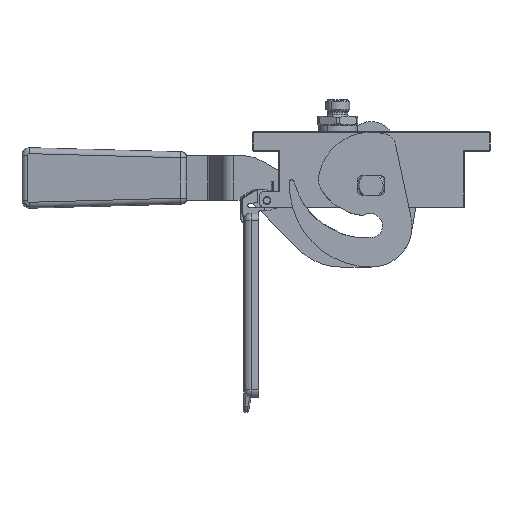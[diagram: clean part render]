
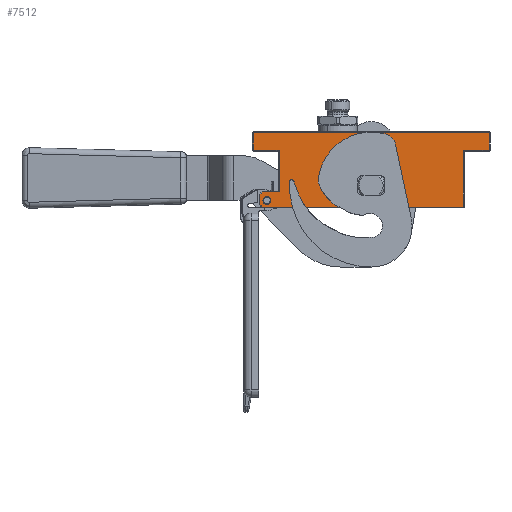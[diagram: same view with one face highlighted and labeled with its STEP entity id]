
A CAD part, front view. The second image highlights one B-rep face of the part: STEP entity #7512.
In plain terms, the highlighted planar face has unit normal (0, -1, 0).
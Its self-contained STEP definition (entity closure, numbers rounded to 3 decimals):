
#186 = CARTESIAN_POINT ( 'NONE',  ( -73.293, 0., -40.5 ) ) ;
#2654 = DIRECTION ( 'NONE',  ( 0., 1., 0. ) ) ;
#3036 = LINE ( 'NONE', #22725, #59952 ) ;
#3779 = ORIENTED_EDGE ( 'NONE', *, *, #86016, .T. ) ;
#4516 = CARTESIAN_POINT ( 'NONE',  ( 62., 0., -50.8 ) ) ;
#4553 = CARTESIAN_POINT ( 'NONE',  ( -75., 0., -49.093 ) ) ;
#7134 = VECTOR ( 'NONE', #51339, 1000. ) ;
#7512 = ADVANCED_FACE ( 'NONE', ( #44236, #90306, #35458 ), #22680, .F. ) ;
#8063 = LINE ( 'NONE', #20915, #62967 ) ;
#8198 = LINE ( 'NONE', #30277, #41097 ) ;
#9118 = EDGE_CURVE ( 'NONE', #57867, #31106, #35282, .T. ) ;
#9161 = EDGE_CURVE ( 'NONE', #14030, #86953, #51683, .T. ) ;
#10907 = EDGE_CURVE ( 'NONE', #70132, #57867, #28407, .T. ) ;
#11241 = ORIENTED_EDGE ( 'NONE', *, *, #38023, .T. ) ;
#11524 = CARTESIAN_POINT ( 'NONE',  ( -79.5, 0., -0.5 ) ) ;
#12487 = EDGE_CURVE ( 'NONE', #16706, #14512, #90771, .T. ) ;
#12775 = EDGE_CURVE ( 'NONE', #36739, #70922, #3036, .T. ) ;
#13133 = VERTEX_POINT ( 'NONE', #73842 ) ;
#13232 = VECTOR ( 'NONE', #89099, 1000. ) ;
#13276 = CARTESIAN_POINT ( 'NONE',  ( 62., 0., -50.8 ) ) ;
#13929 = CARTESIAN_POINT ( 'NONE',  ( 62., 0., -12.5 ) ) ;
#14030 = VERTEX_POINT ( 'NONE', #13929 ) ;
#14512 = VERTEX_POINT ( 'NONE', #73928 ) ;
#14799 = EDGE_CURVE ( 'NONE', #86953, #70132, #44448, .T. ) ;
#14826 = EDGE_CURVE ( 'NONE', #31391, #39983, #35667, .T. ) ;
#15186 = VERTEX_POINT ( 'NONE', #13276 ) ;
#15641 = ORIENTED_EDGE ( 'NONE', *, *, #69311, .T. ) ;
#16586 = ORIENTED_EDGE ( 'NONE', *, *, #72730, .T. ) ;
#16706 = VERTEX_POINT ( 'NONE', #60567 ) ;
#16931 = VERTEX_POINT ( 'NONE', #186 ) ;
#17763 = CARTESIAN_POINT ( 'NONE',  ( 0., 0., -36.1 ) ) ;
#17971 = DIRECTION ( 'NONE',  ( -1., 0., 0. ) ) ;
#18174 = EDGE_LOOP ( 'NONE', ( #15641, #83641 ) ) ;
#19061 = EDGE_CURVE ( 'NONE', #31106, #36739, #8063, .T. ) ;
#19070 = CARTESIAN_POINT ( 'NONE',  ( -70.3, 0., -46.3 ) ) ;
#19363 = DIRECTION ( 'NONE',  ( 0., -1., 0. ) ) ;
#19458 = CARTESIAN_POINT ( 'NONE',  ( -70.3, 0., -46.3 ) ) ;
#19920 = AXIS2_PLACEMENT_3D ( 'NONE', #19070, #19363, #27007 ) ;
#20099 = CARTESIAN_POINT ( 'NONE',  ( -79.5, 0., -0.5 ) ) ;
#20108 = ORIENTED_EDGE ( 'NONE', *, *, #12775, .T. ) ;
#20915 = CARTESIAN_POINT ( 'NONE',  ( -79.5, 0., -12.5 ) ) ;
#21985 = ORIENTED_EDGE ( 'NONE', *, *, #65821, .F. ) ;
#22070 = DIRECTION ( 'NONE',  ( 1., 0., 0. ) ) ;
#22680 = PLANE ( 'NONE',  #32584 ) ;
#22725 = CARTESIAN_POINT ( 'NONE',  ( -62., 0., -12.5 ) ) ;
#23342 = DIRECTION ( 'NONE',  ( -0.707, 0., 0.707 ) ) ;
#24040 = CIRCLE ( 'NONE', #59372, 2.55 ) ;
#24428 = DIRECTION ( 'NONE',  ( 1., 0., 0. ) ) ;
#26020 = EDGE_CURVE ( 'NONE', #14512, #16706, #24040, .T. ) ;
#26800 = DIRECTION ( 'NONE',  ( 1., 0., 0. ) ) ;
#27007 = DIRECTION ( 'NONE',  ( -1., 0., 0. ) ) ;
#28407 = LINE ( 'NONE', #59945, #82120 ) ;
#28543 = ORIENTED_EDGE ( 'NONE', *, *, #14799, .T. ) ;
#29482 = DIRECTION ( 'NONE',  ( 0., 0., -1. ) ) ;
#30277 = CARTESIAN_POINT ( 'NONE',  ( -75., 0., -42.207 ) ) ;
#30542 = DIRECTION ( 'NONE',  ( 0., 0., -1. ) ) ;
#31106 = VERTEX_POINT ( 'NONE', #64964 ) ;
#31243 = AXIS2_PLACEMENT_3D ( 'NONE', #58367, #2654, #30542 ) ;
#31391 = VERTEX_POINT ( 'NONE', #90609 ) ;
#32584 = AXIS2_PLACEMENT_3D ( 'NONE', #64081, #42891, #22070 ) ;
#32871 = EDGE_LOOP ( 'NONE', ( #78484, #84365 ) ) ;
#33074 = VECTOR ( 'NONE', #24428, 1000. ) ;
#33907 = DIRECTION ( 'NONE',  ( 0.707, 0., 0.707 ) ) ;
#35282 = LINE ( 'NONE', #11524, #40707 ) ;
#35399 = LINE ( 'NONE', #78817, #62836 ) ;
#35458 = FACE_BOUND ( 'NONE', #32871, .T. ) ;
#35574 = AXIS2_PLACEMENT_3D ( 'NONE', #17763, #81199, #88283 ) ;
#35667 = CIRCLE ( 'NONE', #31243, 11.3 ) ;
#36739 = VERTEX_POINT ( 'NONE', #57797 ) ;
#38023 = EDGE_CURVE ( 'NONE', #70922, #16931, #49035, .T. ) ;
#39983 = VERTEX_POINT ( 'NONE', #82165 ) ;
#40707 = VECTOR ( 'NONE', #88162, 1000. ) ;
#41097 = VECTOR ( 'NONE', #44058, 1000. ) ;
#41745 = ORIENTED_EDGE ( 'NONE', *, *, #9118, .T. ) ;
#42891 = DIRECTION ( 'NONE',  ( 0., 1., 0. ) ) ;
#44058 = DIRECTION ( 'NONE',  ( 0., 0., -1. ) ) ;
#44154 = VECTOR ( 'NONE', #33907, 1000. ) ;
#44236 = FACE_OUTER_BOUND ( 'NONE', #89811, .T. ) ;
#44448 = LINE ( 'NONE', #79542, #7134 ) ;
#44986 = CARTESIAN_POINT ( 'NONE',  ( -75., 0., -42.207 ) ) ;
#48082 = ORIENTED_EDGE ( 'NONE', *, *, #77493, .T. ) ;
#48277 = EDGE_CURVE ( 'NONE', #13133, #82332, #35399, .T. ) ;
#48922 = CARTESIAN_POINT ( 'NONE',  ( -62., 0., -40.5 ) ) ;
#49035 = LINE ( 'NONE', #48922, #74278 ) ;
#51339 = DIRECTION ( 'NONE',  ( 0., 0., 1. ) ) ;
#51683 = LINE ( 'NONE', #59628, #33074 ) ;
#55272 = VERTEX_POINT ( 'NONE', #44986 ) ;
#56743 = ORIENTED_EDGE ( 'NONE', *, *, #9161, .T. ) ;
#57797 = CARTESIAN_POINT ( 'NONE',  ( -62., 0., -12.5 ) ) ;
#57867 = VERTEX_POINT ( 'NONE', #20099 ) ;
#58020 = ORIENTED_EDGE ( 'NONE', *, *, #48277, .F. ) ;
#58079 = DIRECTION ( 'NONE',  ( -1., 0., 0. ) ) ;
#58367 = CARTESIAN_POINT ( 'NONE',  ( 0., 0., -36.1 ) ) ;
#59372 = AXIS2_PLACEMENT_3D ( 'NONE', #19458, #82280, #26800 ) ;
#59628 = CARTESIAN_POINT ( 'NONE',  ( 62., 0., -12.5 ) ) ;
#59945 = CARTESIAN_POINT ( 'NONE',  ( 79.5, 0., -0.5 ) ) ;
#59952 = VECTOR ( 'NONE', #29482, 1000. ) ;
#60258 = DIRECTION ( 'NONE',  ( 0., 0., 1. ) ) ;
#60567 = CARTESIAN_POINT ( 'NONE',  ( -72.85, 0., -46.3 ) ) ;
#62836 = VECTOR ( 'NONE', #23342, 1000. ) ;
#62967 = VECTOR ( 'NONE', #77589, 1000. ) ;
#63781 = LINE ( 'NONE', #82024, #13232 ) ;
#64081 = CARTESIAN_POINT ( 'NONE',  ( 0., 0., 0. ) ) ;
#64964 = CARTESIAN_POINT ( 'NONE',  ( -79.5, 0., -12.5 ) ) ;
#65580 = VECTOR ( 'NONE', #60258, 1000. ) ;
#65821 = EDGE_CURVE ( 'NONE', #55272, #16931, #89083, .T. ) ;
#69311 = EDGE_CURVE ( 'NONE', #39983, #31391, #70986, .T. ) ;
#70132 = VERTEX_POINT ( 'NONE', #89363 ) ;
#70922 = VERTEX_POINT ( 'NONE', #72231 ) ;
#70986 = CIRCLE ( 'NONE', #35574, 11.3 ) ;
#71026 = ORIENTED_EDGE ( 'NONE', *, *, #19061, .T. ) ;
#72231 = CARTESIAN_POINT ( 'NONE',  ( -62., 0., -40.5 ) ) ;
#72730 = EDGE_CURVE ( 'NONE', #55272, #82332, #8198, .T. ) ;
#73842 = CARTESIAN_POINT ( 'NONE',  ( -73.293, 0., -50.8 ) ) ;
#73928 = CARTESIAN_POINT ( 'NONE',  ( -67.75, 0., -46.3 ) ) ;
#74278 = VECTOR ( 'NONE', #58079, 1000. ) ;
#77493 = EDGE_CURVE ( 'NONE', #13133, #15186, #63781, .T. ) ;
#77589 = DIRECTION ( 'NONE',  ( 1., 0., 0. ) ) ;
#78484 = ORIENTED_EDGE ( 'NONE', *, *, #12487, .F. ) ;
#78817 = CARTESIAN_POINT ( 'NONE',  ( -73.293, 0., -50.8 ) ) ;
#79542 = CARTESIAN_POINT ( 'NONE',  ( 79.5, 0., -12.5 ) ) ;
#81199 = DIRECTION ( 'NONE',  ( 0., 1., 0. ) ) ;
#81300 = CARTESIAN_POINT ( 'NONE',  ( 79.5, 0., -12.5 ) ) ;
#82024 = CARTESIAN_POINT ( 'NONE',  ( -73.293, 0., -50.8 ) ) ;
#82120 = VECTOR ( 'NONE', #17971, 1000. ) ;
#82165 = CARTESIAN_POINT ( 'NONE',  ( 0., 0., -24.8 ) ) ;
#82280 = DIRECTION ( 'NONE',  ( 0., -1., 0. ) ) ;
#82332 = VERTEX_POINT ( 'NONE', #4553 ) ;
#83641 = ORIENTED_EDGE ( 'NONE', *, *, #14826, .T. ) ;
#84186 = LINE ( 'NONE', #4516, #65580 ) ;
#84365 = ORIENTED_EDGE ( 'NONE', *, *, #26020, .F. ) ;
#86016 = EDGE_CURVE ( 'NONE', #15186, #14030, #84186, .T. ) ;
#86953 = VERTEX_POINT ( 'NONE', #81300 ) ;
#88162 = DIRECTION ( 'NONE',  ( 0., 0., -1. ) ) ;
#88283 = DIRECTION ( 'NONE',  ( 0., 0., 1. ) ) ;
#88344 = ORIENTED_EDGE ( 'NONE', *, *, #10907, .T. ) ;
#89083 = LINE ( 'NONE', #89359, #44154 ) ;
#89099 = DIRECTION ( 'NONE',  ( 1., 0., 0. ) ) ;
#89359 = CARTESIAN_POINT ( 'NONE',  ( -75., 0., -42.207 ) ) ;
#89363 = CARTESIAN_POINT ( 'NONE',  ( 79.5, 0., -0.5 ) ) ;
#89811 = EDGE_LOOP ( 'NONE', ( #71026, #20108, #11241, #21985, #16586, #58020, #48082, #3779, #56743, #28543, #88344, #41745 ) ) ;
#90306 = FACE_BOUND ( 'NONE', #18174, .T. ) ;
#90609 = CARTESIAN_POINT ( 'NONE',  ( 0., 0., -47.4 ) ) ;
#90771 = CIRCLE ( 'NONE', #19920, 2.55 ) ;
